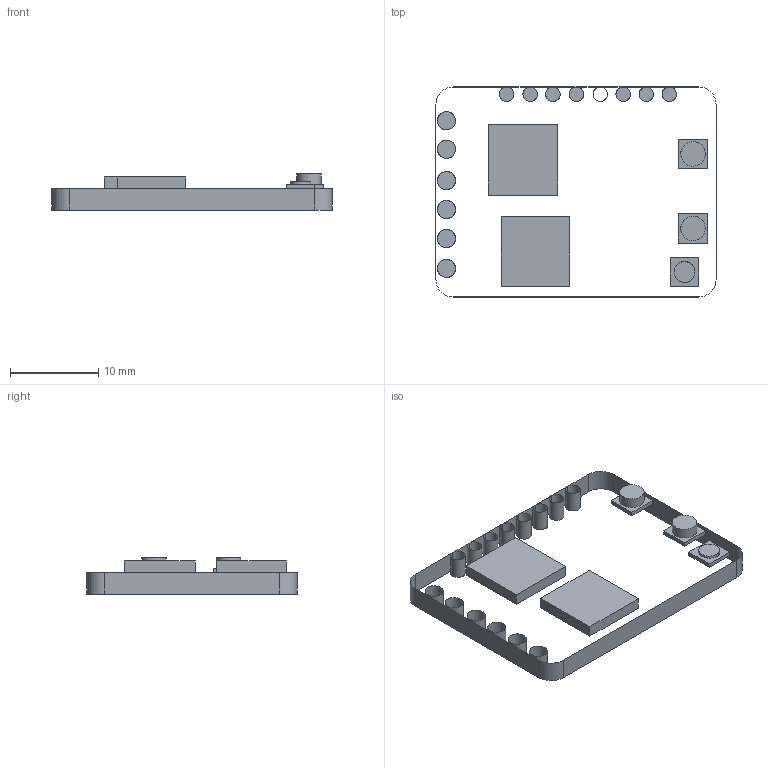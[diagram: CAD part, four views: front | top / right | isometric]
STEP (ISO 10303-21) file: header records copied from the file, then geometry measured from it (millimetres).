
FILE_DESCRIPTION(('FreeCAD Model'),'2;1');
FILE_NAME('Open CASCADE Shape Model','2025-04-26T20:50:26',('FreeCAD'),( 'FreeCAD'),'Open CASCADE STEP processor 7.6','FreeCAD','Unknown');
FILE_SCHEMA(('AUTOMOTIVE_DESIGN { 1 0 10303 214 1 1 1 1 }'));
Length unit declared in the file: millimetre
Products named in the file (1): Open CASCADE STEP translator 7.6 1
Bounding box: 31.7 x 23.78 x 4.1 mm (x, y, z)
Volume: 847.9 mm3
Topology: 2 solids, 2 shells, 74 faces, 242 edges, 138 vertices
Faces by surface type: bspline 74
Entity records: 2297 total; most frequent: CARTESIAN_POINT 1147, ORIENTED_EDGE 372, EDGE_CURVE 186, B_SPLINE_CURVE_WITH_KNOTS 128, VERTEX_POINT 110, FACE_BOUND 108, EDGE_LOOP 108, ADVANCED_FACE 74
